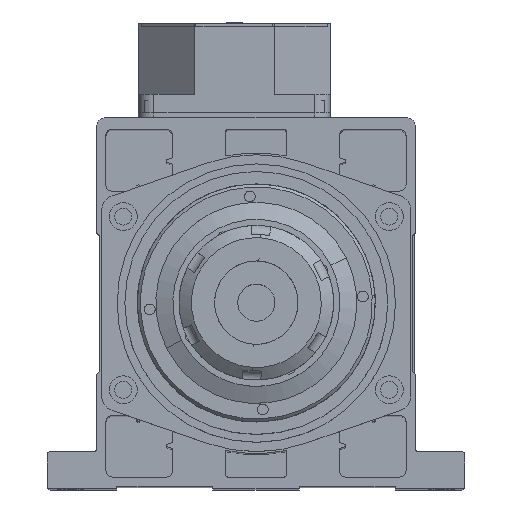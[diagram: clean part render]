
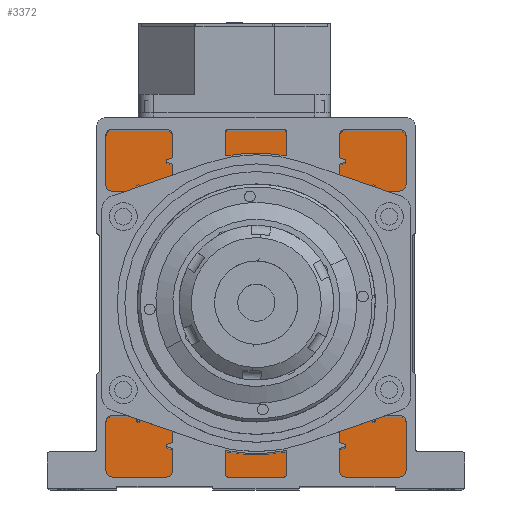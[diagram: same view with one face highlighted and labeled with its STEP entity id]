
A CAD part, top view. The second image highlights one B-rep face of the part: STEP entity #3372.
In plain terms, the highlighted planar face has unit normal (0, 0, 1).
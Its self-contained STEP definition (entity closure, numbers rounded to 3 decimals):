
#379 = CARTESIAN_POINT ( 'NONE',  ( -50.75, -56.5, 20. ) ) ;
#609 = CARTESIAN_POINT ( 'NONE',  ( -48.25, -59., 20. ) ) ;
#827 = VECTOR ( 'NONE', #4135, 1000. ) ;
#1329 = LINE ( 'NONE', #13750, #6420 ) ;
#1463 = LINE ( 'NONE', #10846, #10742 ) ;
#1585 = DIRECTION ( 'NONE',  ( -0.707, 0.707, 0. ) ) ;
#1644 = ORIENTED_EDGE ( 'NONE', *, *, #5766, .T. ) ;
#1997 = LINE ( 'NONE', #3247, #2370 ) ;
#2035 = ORIENTED_EDGE ( 'NONE', *, *, #13928, .T. ) ;
#2085 = CARTESIAN_POINT ( 'NONE',  ( -50.75, -59., 20. ) ) ;
#2090 = LINE ( 'NONE', #3972, #827 ) ;
#2370 = VECTOR ( 'NONE', #3146, 1000. ) ;
#3146 = DIRECTION ( 'NONE',  ( 0., -1., 0. ) ) ;
#3247 = CARTESIAN_POINT ( 'NONE',  ( -50.75, -59., 20. ) ) ;
#3372 = ADVANCED_FACE ( 'NONE', ( #11970 ), #13891, .F. ) ;
#3540 = LINE ( 'NONE', #609, #14048 ) ;
#3862 = ORIENTED_EDGE ( 'NONE', *, *, #5746, .T. ) ;
#3972 = CARTESIAN_POINT ( 'NONE',  ( 50.75, -56.5, 20. ) ) ;
#3974 = VERTEX_POINT ( 'NONE', #13731 ) ;
#4135 = DIRECTION ( 'NONE',  ( 0.707, 0.707, 0. ) ) ;
#4657 = CARTESIAN_POINT ( 'NONE',  ( -50.75, 56.5, 20. ) ) ;
#5058 = ORIENTED_EDGE ( 'NONE', *, *, #7916, .T. ) ;
#5131 = DIRECTION ( 'NONE',  ( -0.707, -0.707, 0. ) ) ;
#5195 = EDGE_CURVE ( 'NONE', #5851, #6427, #1329, .T. ) ;
#5676 = LINE ( 'NONE', #12431, #14549 ) ;
#5746 = EDGE_CURVE ( 'NONE', #3974, #9782, #12561, .T. ) ;
#5766 = EDGE_CURVE ( 'NONE', #14354, #14291, #5676, .T. ) ;
#5851 = VERTEX_POINT ( 'NONE', #11673 ) ;
#6420 = VECTOR ( 'NONE', #10272, 1000. ) ;
#6427 = VERTEX_POINT ( 'NONE', #14926 ) ;
#6982 = CARTESIAN_POINT ( 'NONE',  ( 0., 0., 20. ) ) ;
#7061 = ORIENTED_EDGE ( 'NONE', *, *, #10066, .T. ) ;
#7916 = EDGE_CURVE ( 'NONE', #9782, #5851, #2090, .T. ) ;
#7936 = EDGE_CURVE ( 'NONE', #13664, #3974, #3540, .T. ) ;
#8528 = EDGE_CURVE ( 'NONE', #6427, #14354, #11706, .T. ) ;
#8557 = CARTESIAN_POINT ( 'NONE',  ( 48.25, 59., 20. ) ) ;
#8798 = DIRECTION ( 'NONE',  ( 0.707, -0.707, 0. ) ) ;
#9167 = DIRECTION ( 'NONE',  ( 1., 0., 0. ) ) ;
#9782 = VERTEX_POINT ( 'NONE', #13599 ) ;
#10018 = ORIENTED_EDGE ( 'NONE', *, *, #7936, .T. ) ;
#10066 = EDGE_CURVE ( 'NONE', #14291, #14564, #1463, .T. ) ;
#10272 = DIRECTION ( 'NONE',  ( 0., 1., 0. ) ) ;
#10306 = DIRECTION ( 'NONE',  ( -1., 0., 0. ) ) ;
#10318 = DIRECTION ( 'NONE',  ( -1., 0., 0. ) ) ;
#10416 = ORIENTED_EDGE ( 'NONE', *, *, #8528, .T. ) ;
#10742 = VECTOR ( 'NONE', #5131, 1000. ) ;
#10846 = CARTESIAN_POINT ( 'NONE',  ( -50.75, 56.5, 20. ) ) ;
#10908 = EDGE_LOOP ( 'NONE', ( #2035, #10018, #3862, #5058, #13092, #10416, #1644, #7061 ) ) ;
#11479 = DIRECTION ( 'NONE',  ( 0., 0., -1. ) ) ;
#11673 = CARTESIAN_POINT ( 'NONE',  ( 50.75, -56.5, 20. ) ) ;
#11706 = LINE ( 'NONE', #14410, #11891 ) ;
#11891 = VECTOR ( 'NONE', #1585, 1000. ) ;
#11970 = FACE_OUTER_BOUND ( 'NONE', #10908, .T. ) ;
#12431 = CARTESIAN_POINT ( 'NONE',  ( -50.75, 59., 20. ) ) ;
#12561 = LINE ( 'NONE', #2085, #14902 ) ;
#13092 = ORIENTED_EDGE ( 'NONE', *, *, #5195, .T. ) ;
#13180 = CARTESIAN_POINT ( 'NONE',  ( -48.25, 59., 20. ) ) ;
#13599 = CARTESIAN_POINT ( 'NONE',  ( 48.25, -59., 20. ) ) ;
#13664 = VERTEX_POINT ( 'NONE', #379 ) ;
#13731 = CARTESIAN_POINT ( 'NONE',  ( -48.25, -59., 20. ) ) ;
#13750 = CARTESIAN_POINT ( 'NONE',  ( 50.75, -59., 20. ) ) ;
#13891 = PLANE ( 'NONE',  #14507 ) ;
#13928 = EDGE_CURVE ( 'NONE', #14564, #13664, #1997, .T. ) ;
#14048 = VECTOR ( 'NONE', #8798, 1000. ) ;
#14291 = VERTEX_POINT ( 'NONE', #13180 ) ;
#14354 = VERTEX_POINT ( 'NONE', #8557 ) ;
#14410 = CARTESIAN_POINT ( 'NONE',  ( 48.25, 59., 20. ) ) ;
#14507 = AXIS2_PLACEMENT_3D ( 'NONE', #6982, #11479, #10318 ) ;
#14549 = VECTOR ( 'NONE', #10306, 1000. ) ;
#14564 = VERTEX_POINT ( 'NONE', #4657 ) ;
#14902 = VECTOR ( 'NONE', #9167, 1000. ) ;
#14926 = CARTESIAN_POINT ( 'NONE',  ( 50.75, 56.5, 20. ) ) ;
